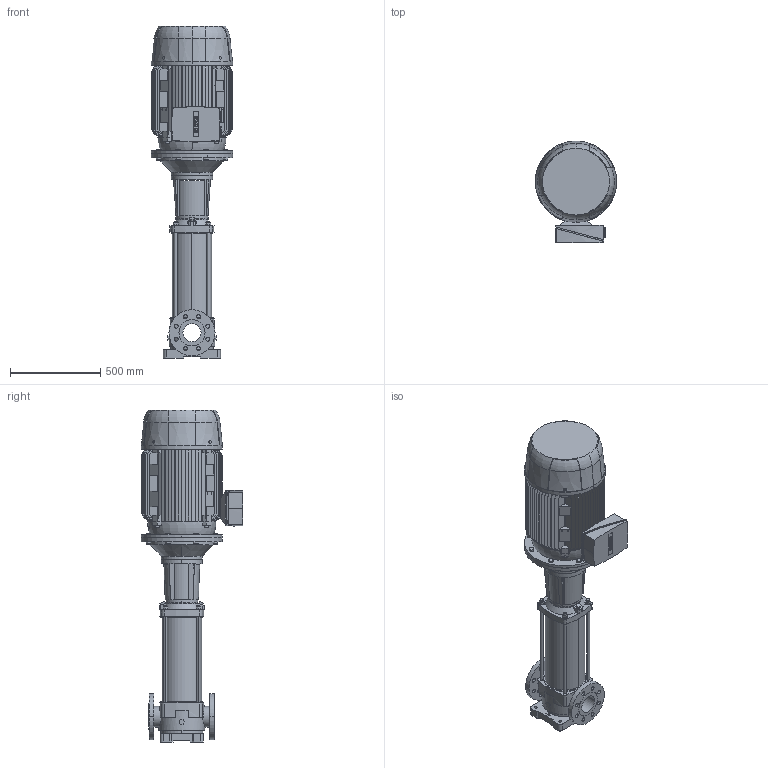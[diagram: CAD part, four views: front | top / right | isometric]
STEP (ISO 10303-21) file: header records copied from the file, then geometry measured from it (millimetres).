
FILE_DESCRIPTION (( 'STEP AP203' ), '1' );
FILE_NAME ('4.93.632.29swa00.step', '2023-04-28T09:41:58', ( '' ), ( '' ), 'SwSTEP 2.0', 'SolidWorks 2020', '' );
FILE_SCHEMA (( 'CONFIG_CONTROL_DESIGN' ));
Length unit declared in the file: millimetre
Products named in the file (5): Copia di 10017785swn00^4.93.632.29swa00; Copia di M16x55_UNI_5727^4.93.632.29swa00; Copia di M16x2_ingombro^4.93.632.29swa00; Copia di 4.93.631.11swp01^4.93.632.29swa00; 4.93.632.29swa00
Assembly tree (18 placements, depth 2):
  4.93.632.29swa00
    Copia di M16x55_UNI_5727^4.93.632.29swa00  x8
    Copia di M16x2_ingombro^4.93.632.29swa00  x8
    Copia di 4.93.631.11swp01^4.93.632.29swa00
    Copia di 10017785swn00^4.93.632.29swa00
Bounding box: 450 x 563 x 1838 mm (x, y, z)
Volume: 105336366.5 mm3; surface area: 5991020.9 mm2
Topology: 41 solids, 41 shells, 1799 faces, 4688 edges, 3046 vertices
Faces by surface type: plane 949, cylinder 505, cone 185, torus 134, bspline 26
Entity records: 55900 total; most frequent: CARTESIAN_POINT 17603, ORIENTED_EDGE 8068, DIRECTION 7384, EDGE_CURVE 4034, VERTEX_POINT 2668, AXIS2_PLACEMENT_3D 2562, LINE 2260, VECTOR 2260
